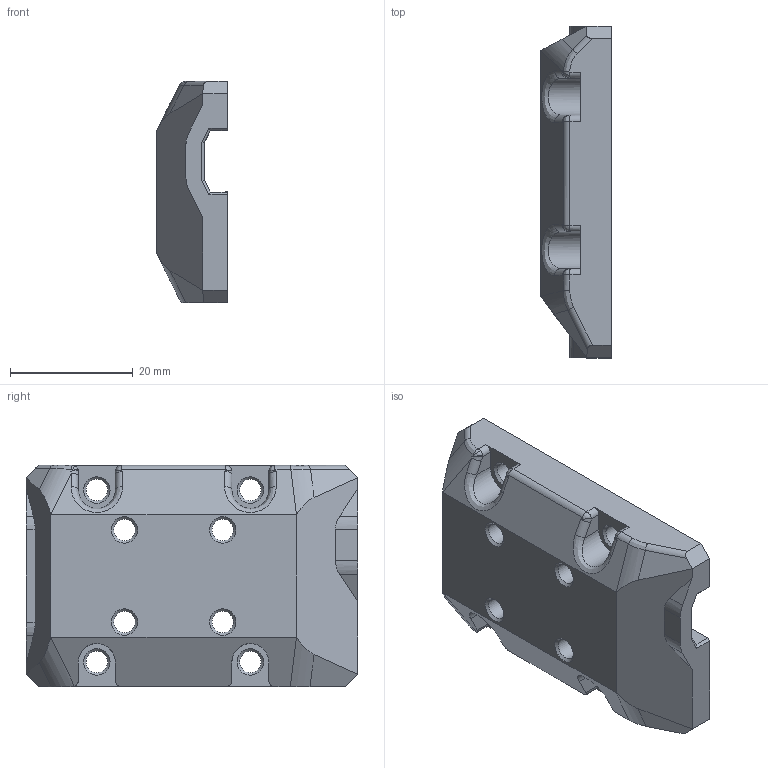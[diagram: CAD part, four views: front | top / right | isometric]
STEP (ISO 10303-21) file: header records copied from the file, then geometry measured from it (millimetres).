
FILE_DESCRIPTION(('FreeCAD Model'),'2;1');
FILE_NAME('Open CASCADE Shape Model','2023-01-29T23:47:21',(''),(''), 'Open CASCADE STEP processor 7.6','FreeCAD','Unknown');
FILE_SCHEMA(('AUTOMOTIVE_DESIGN { 1 0 10303 214 1 1 1 1 }'));
Length unit declared in the file: millimetre
Products named in the file (1): Body
Bounding box: 11.5 x 54 x 36 mm (x, y, z)
Volume: 14125.6 mm3; surface area: 6229.3 mm2
Topology: 1 solids, 1 shells, 136 faces, 360 edges, 226 vertices
Faces by surface type: plane 67, cylinder 43, bspline 14, cone 12
Full cylindrical faces by diameter (mm): 3.5 x8, 6 x4
Entity records: 10689 total; most frequent: CARTESIAN_POINT 3695, DIRECTION 1265, LINE 752, VECTOR 752, ORIENTED_EDGE 720, PCURVE 720, DEFINITIONAL_REPRESENTATION 720, EDGE_CURVE 360
